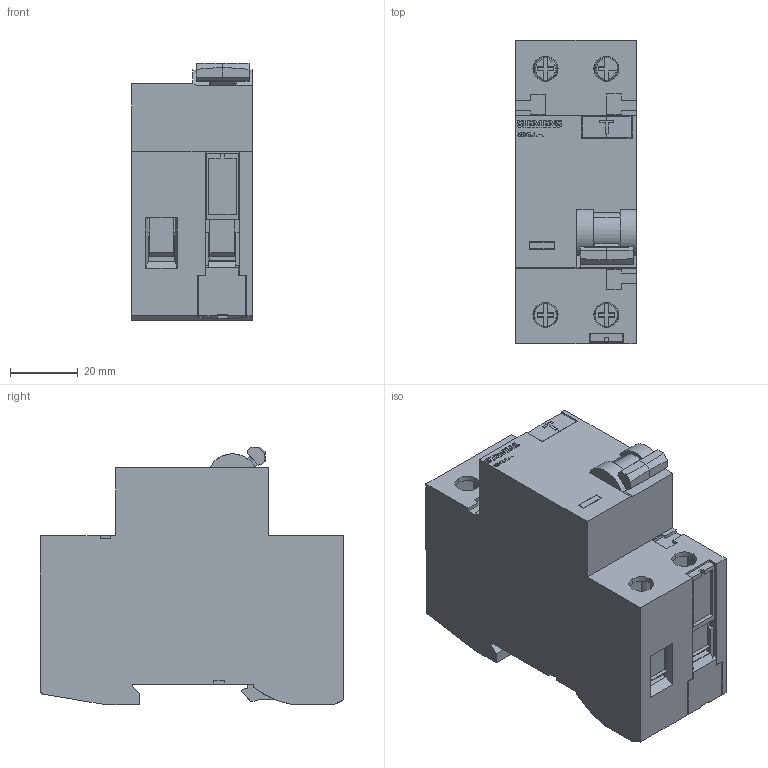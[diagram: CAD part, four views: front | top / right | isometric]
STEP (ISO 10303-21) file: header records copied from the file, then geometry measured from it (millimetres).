
FILE_DESCRIPTION(('STEP AP214'),'1');
FILE_NAME('cctmp_46BEB0D6-1F2B-48D6-AE98-71A949ABED47_2023_07_22_08_38_12_0082..stp','2023-07-22T06:38:12',('SIEMENS A&D'),('CADClick - www.CADClick.com'),'Spatial InterOp 3D postprocessed',' ','unknown authorization');
FILE_SCHEMA(('AUTOMOTIVE_DESIGN'));
Length unit declared in the file: millimetre
Products named in the file (1): 2023_07_22_08_38_12_0049
Bounding box: 35.75 x 89.8 x 76.32 mm (x, y, z)
Volume: 171884.4 mm3; surface area: 31586.4 mm2
Topology: 1 solids, 2 shells, 681 faces, 1899 edges, 1259 vertices
Faces by surface type: plane 594, cylinder 72, cone 8, torus 7
Entity records: 23757 total; most frequent: CARTESIAN_POINT 4001, ORIENTED_EDGE 3798, DIRECTION 3441, EDGE_CURVE 1899, LINE 1673, VECTOR 1673, VERTEX_POINT 1259, AXIS2_PLACEMENT_3D 884
